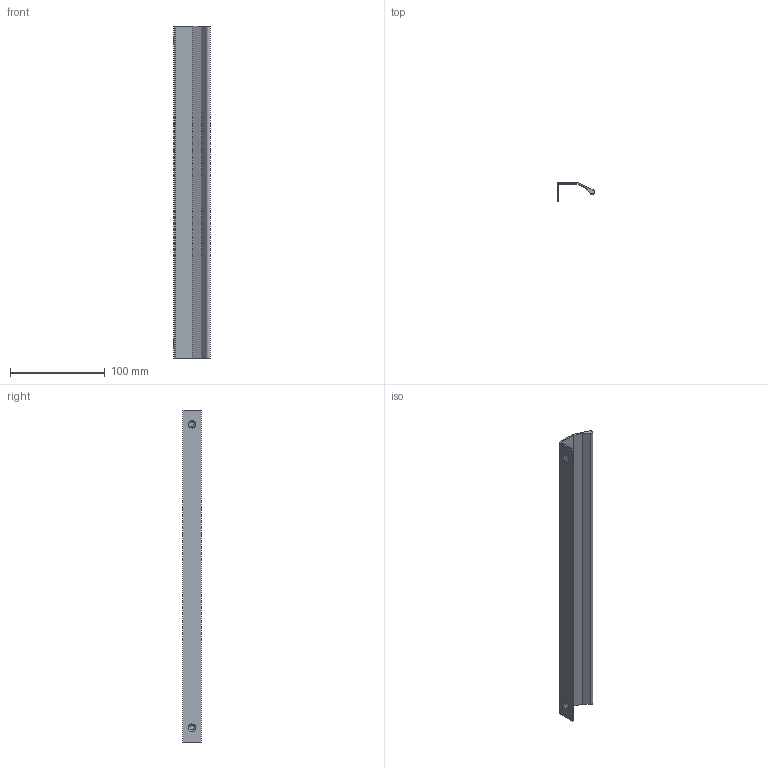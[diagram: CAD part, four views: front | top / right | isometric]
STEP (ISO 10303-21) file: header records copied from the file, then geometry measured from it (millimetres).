
FILE_DESCRIPTION(/* description */ ('Handle UA-TREX'),/* implementation_level */ '2;1');
FILE_NAME(/* name */ 'UA-TREX-320-350.stp',/* time_stamp */ '2023-08-25T09:58:44+02:00',/* author */ ('tomaszw'),/* organization */ (''),/* preprocessor_version */ 'ST-DEVELOPER v19.2',/* originating_system */ 'Autodesk Inventor 2023',/* authorisation */ '');
FILE_SCHEMA (('AUTOMOTIVE_DESIGN { 1 0 10303 214 3 1 1 }'));
Length unit declared in the file: millimetre
Products named in the file (1): GTV-126
Bounding box: 38.94 x 20 x 350 mm (x, y, z)
Volume: 38734.4 mm3; surface area: 43732.6 mm2
Topology: 1 solids, 1 shells, 15 faces, 39 edges, 26 vertices
Faces by surface type: plane 10, cylinder 3, cone 2
Entity records: 514 total; most frequent: DIRECTION 81, CARTESIAN_POINT 81, ORIENTED_EDGE 78, EDGE_CURVE 39, LINE 29, VECTOR 29, VERTEX_POINT 26, AXIS2_PLACEMENT_3D 26
